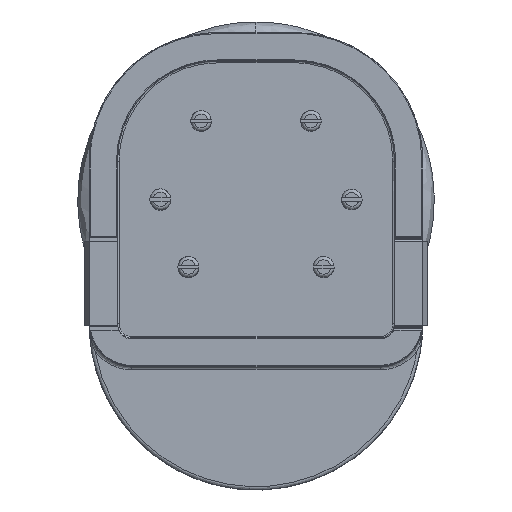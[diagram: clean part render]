
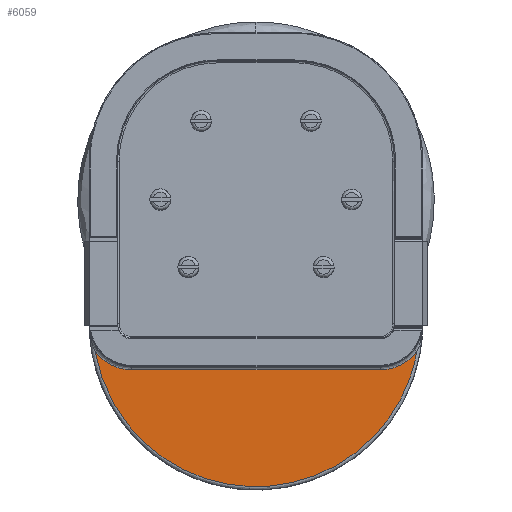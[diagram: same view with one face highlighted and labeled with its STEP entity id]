
A CAD part, top view. The second image highlights one B-rep face of the part: STEP entity #6059.
In plain terms, the highlighted free-form (B-spline) face has degree [1, 1] with [2, 2] control points.
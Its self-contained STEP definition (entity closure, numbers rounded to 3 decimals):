
#5989 = EDGE_CURVE('',#5990,#5992,#5994,.T.);
#5990 = VERTEX_POINT('',#5991);
#5991 = CARTESIAN_POINT('',(-9.732,-9.184,
    -0.828));
#5992 = VERTEX_POINT('',#5993);
#5993 = CARTESIAN_POINT('',(9.732,-9.184,
    -0.828));
#5994 = ( BOUNDED_CURVE() B_SPLINE_CURVE(2,(#5995,#5996,#5997,#5998,
#5999),.UNSPECIFIED.,.F.,.F.) B_SPLINE_CURVE_WITH_KNOTS((3,2,3),(
    0.174,1.571,2.968),
.PIECEWISE_BEZIER_KNOTS.) CURVE() GEOMETRIC_REPRESENTATION_ITEM() 
RATIONAL_B_SPLINE_CURVE((1.,0.766,1.,0.766,1.)) 
REPRESENTATION_ITEM('') );
#5995 = CARTESIAN_POINT('',(-9.732,-9.184,
    -0.828));
#5996 = CARTESIAN_POINT('',(-8.296,-17.354,
    -0.828));
#5997 = CARTESIAN_POINT('',(0.,-17.354,
    -0.828));
#5998 = CARTESIAN_POINT('',(8.296,-17.354,
    -0.828));
#5999 = CARTESIAN_POINT('',(9.732,-9.184,
    -0.828));
#6059 = ADVANCED_FACE('',(#6060),#6084,.F.);
#6060 = FACE_BOUND('',#6061,.T.);
#6061 = EDGE_LOOP('',(#6062,#6071,#6077,#6078));
#6062 = ORIENTED_EDGE('',*,*,#6063,.T.);
#6063 = EDGE_CURVE('',#6064,#6066,#6068,.T.);
#6064 = VERTEX_POINT('',#6065);
#6065 = CARTESIAN_POINT('',(7.502,-10.295,
    -0.828));
#6066 = VERTEX_POINT('',#6067);
#6067 = CARTESIAN_POINT('',(-7.502,-10.295,
    -0.828));
#6068 = B_SPLINE_CURVE_WITH_KNOTS('',1,(#6069,#6070),.UNSPECIFIED.,.F.,
  .F.,(2,2),(-14.5,0.),.PIECEWISE_BEZIER_KNOTS.);
#6069 = CARTESIAN_POINT('',(7.502,-10.295,
    -0.828));
#6070 = CARTESIAN_POINT('',(-7.502,-10.295,
    -0.828));
#6071 = ORIENTED_EDGE('',*,*,#6072,.T.);
#6072 = EDGE_CURVE('',#6066,#5990,#6073,.T.);
#6073 = ( BOUNDED_CURVE() B_SPLINE_CURVE(2,(#6074,#6075,#6076),
.UNSPECIFIED.,.F.,.F.) B_SPLINE_CURVE_WITH_KNOTS((3,3),(4.712,
5.637),.PIECEWISE_BEZIER_KNOTS.) CURVE() 
GEOMETRIC_REPRESENTATION_ITEM() RATIONAL_B_SPLINE_CURVE((1.,
0.895,1.)) REPRESENTATION_ITEM('') );
#6074 = CARTESIAN_POINT('',(-7.502,-10.295,
    -0.828));
#6075 = CARTESIAN_POINT('',(-8.894,-10.295,
    -0.828));
#6076 = CARTESIAN_POINT('',(-9.732,-9.184,
    -0.828));
#6077 = ORIENTED_EDGE('',*,*,#5989,.T.);
#6078 = ORIENTED_EDGE('',*,*,#6079,.T.);
#6079 = EDGE_CURVE('',#5992,#6064,#6080,.T.);
#6080 = ( BOUNDED_CURVE() B_SPLINE_CURVE(2,(#6081,#6082,#6083),
.UNSPECIFIED.,.F.,.F.) B_SPLINE_CURVE_WITH_KNOTS((3,3),(3.788,
4.712),.PIECEWISE_BEZIER_KNOTS.) CURVE() 
GEOMETRIC_REPRESENTATION_ITEM() RATIONAL_B_SPLINE_CURVE((1.,
0.895,1.)) REPRESENTATION_ITEM('') );
#6081 = CARTESIAN_POINT('',(9.732,-9.184,
    -0.828));
#6082 = CARTESIAN_POINT('',(8.894,-10.295,
    -0.828));
#6083 = CARTESIAN_POINT('',(7.502,-10.295,
    -0.828));
#6084 = B_SPLINE_SURFACE_WITH_KNOTS('',1,1,(
    (#6085,#6086)
    ,(#6087,#6088
    )),.UNSPECIFIED.,.F.,.F.,.F.,(2,2),(2,2),(-9.406,
    9.406),(-16.772,-8.876),
  .PIECEWISE_BEZIER_KNOTS.);
#6085 = CARTESIAN_POINT('',(9.732,-17.354,
    -0.828));
#6086 = CARTESIAN_POINT('',(9.732,-9.184,
    -0.828));
#6087 = CARTESIAN_POINT('',(-9.732,-17.354,
    -0.828));
#6088 = CARTESIAN_POINT('',(-9.732,-9.184,
    -0.828));
